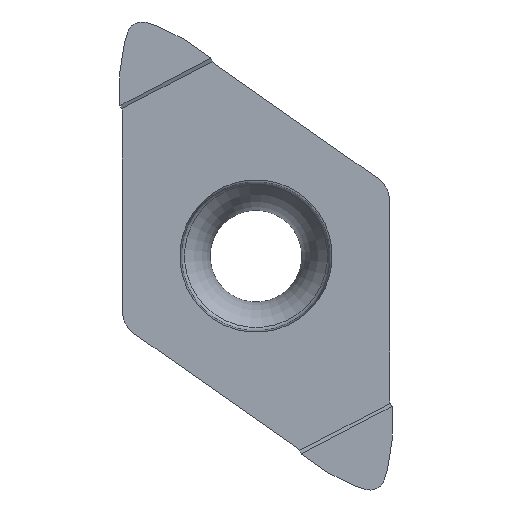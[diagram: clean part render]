
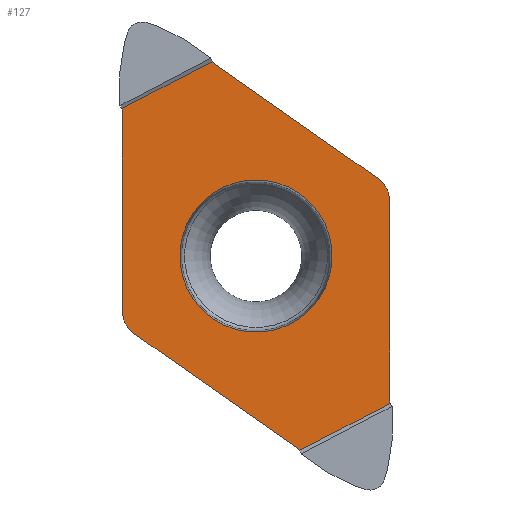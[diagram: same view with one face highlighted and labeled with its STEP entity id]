
A CAD part, top view. The second image highlights one B-rep face of the part: STEP entity #127.
In plain terms, the highlighted planar face has unit normal (0, 0, 1).
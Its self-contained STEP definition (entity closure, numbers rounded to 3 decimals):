
#127=ADVANCED_FACE('',(#405,#406),#191,.T.);
#191=PLANE('',#1395);
#221=LINE('',#2063,#309);
#222=LINE('',#2073,#310);
#223=LINE('',#2083,#311);
#224=LINE('',#2087,#312);
#225=LINE('',#2097,#313);
#226=LINE('',#2107,#314);
#309=VECTOR('',#1505,1.);
#310=VECTOR('',#1506,1.);
#311=VECTOR('',#1507,1.);
#312=VECTOR('',#1510,1.);
#313=VECTOR('',#1511,1.);
#314=VECTOR('',#1512,1.);
#405=FACE_BOUND('',#417,.T.);
#406=FACE_BOUND('',#418,.T.);
#417=EDGE_LOOP('',(#487));
#418=EDGE_LOOP('',(#488,#489,#490,#491,#492,#493,#494,#495,#496,#497,#498,
#499));
#487=ORIENTED_EDGE('',*,*,#978,.T.);
#488=ORIENTED_EDGE('',*,*,#979,.T.);
#489=ORIENTED_EDGE('',*,*,#980,.T.);
#490=ORIENTED_EDGE('',*,*,#981,.T.);
#491=ORIENTED_EDGE('',*,*,#982,.T.);
#492=ORIENTED_EDGE('',*,*,#983,.T.);
#493=ORIENTED_EDGE('',*,*,#984,.T.);
#494=ORIENTED_EDGE('',*,*,#985,.T.);
#495=ORIENTED_EDGE('',*,*,#986,.T.);
#496=ORIENTED_EDGE('',*,*,#987,.T.);
#497=ORIENTED_EDGE('',*,*,#988,.T.);
#498=ORIENTED_EDGE('',*,*,#989,.T.);
#499=ORIENTED_EDGE('',*,*,#990,.T.);
#853=VERTEX_POINT('',#2059);
#854=VERTEX_POINT('',#2061);
#855=VERTEX_POINT('',#2062);
#856=VERTEX_POINT('',#2064);
#857=VERTEX_POINT('',#2072);
#858=VERTEX_POINT('',#2074);
#859=VERTEX_POINT('',#2082);
#860=VERTEX_POINT('',#2084);
#861=VERTEX_POINT('',#2086);
#862=VERTEX_POINT('',#2088);
#863=VERTEX_POINT('',#2096);
#864=VERTEX_POINT('',#2098);
#865=VERTEX_POINT('',#2106);
#978=EDGE_CURVE('',#853,#853,#1294,.T.);
#979=EDGE_CURVE('',#854,#855,#1295,.T.);
#980=EDGE_CURVE('',#855,#856,#221,.T.);
#981=EDGE_CURVE('',#856,#857,#1165,.T.);
#982=EDGE_CURVE('',#857,#858,#222,.T.);
#983=EDGE_CURVE('',#858,#859,#1166,.T.);
#984=EDGE_CURVE('',#859,#860,#223,.T.);
#985=EDGE_CURVE('',#860,#861,#1296,.T.);
#986=EDGE_CURVE('',#861,#862,#224,.T.);
#987=EDGE_CURVE('',#862,#863,#1167,.T.);
#988=EDGE_CURVE('',#863,#864,#225,.T.);
#989=EDGE_CURVE('',#864,#865,#1168,.T.);
#990=EDGE_CURVE('',#865,#854,#226,.T.);
#1165=B_SPLINE_CURVE_WITH_KNOTS('',3,(#2065,#2066,#2067,#2068,#2069,#2070,
#2071),.UNSPECIFIED.,.F.,.F.,(4,1,1,1,4),(0.,0.105,0.213,
0.642,1.),.UNSPECIFIED.);
#1166=B_SPLINE_CURVE_WITH_KNOTS('',3,(#2075,#2076,#2077,#2078,#2079,#2080,
#2081),.UNSPECIFIED.,.F.,.F.,(4,1,1,1,4),(0.,0.358,0.787,
0.895,1.),.UNSPECIFIED.);
#1167=B_SPLINE_CURVE_WITH_KNOTS('',3,(#2089,#2090,#2091,#2092,#2093,#2094,
#2095),.UNSPECIFIED.,.F.,.F.,(4,1,1,1,4),(0.,0.105,0.213,
0.642,1.),.UNSPECIFIED.);
#1168=B_SPLINE_CURVE_WITH_KNOTS('',3,(#2099,#2100,#2101,#2102,#2103,#2104,
#2105),.UNSPECIFIED.,.F.,.F.,(4,1,1,1,4),(0.,0.358,0.787,
0.895,1.),.UNSPECIFIED.);
#1294=CIRCLE('',#1392,3.077);
#1295=CIRCLE('',#1393,1.079);
#1296=CIRCLE('',#1394,1.079);
#1392=AXIS2_PLACEMENT_3D('',#2058,#1501,#1502);
#1393=AXIS2_PLACEMENT_3D('',#2060,#1503,#1504);
#1394=AXIS2_PLACEMENT_3D('',#2085,#1508,#1509);
#1395=AXIS2_PLACEMENT_3D('',#2108,#1513,#1514);
#1501=DIRECTION('',(0.,0.,-1.));
#1502=DIRECTION('',(-0.819,0.574,0.));
#1503=DIRECTION('',(0.,0.,1.));
#1504=DIRECTION('',(-0.819,0.574,0.));
#1505=DIRECTION('',(-0.819,0.574,0.));
#1506=DIRECTION('',(-0.887,-0.462,0.));
#1507=DIRECTION('',(0.,-1.,0.));
#1508=DIRECTION('',(0.,0.,1.));
#1509=DIRECTION('',(-0.819,0.574,0.));
#1510=DIRECTION('',(0.819,-0.574,0.));
#1511=DIRECTION('',(0.887,0.462,0.));
#1512=DIRECTION('',(0.,1.,0.));
#1513=DIRECTION('',(0.,0.,1.));
#1514=DIRECTION('',(-0.819,0.574,0.));
#2058=CARTESIAN_POINT('',(0.,0.,-0.1));
#2059=CARTESIAN_POINT('',(-2.52,1.765,-0.1));
#2060=CARTESIAN_POINT('',(4.309,2.243,-0.1));
#2061=CARTESIAN_POINT('',(5.388,2.243,-0.1));
#2062=CARTESIAN_POINT('',(4.928,3.127,-0.1));
#2063=CARTESIAN_POINT('',(30.495,-14.776,-0.1));
#2064=CARTESIAN_POINT('',(-1.643,7.728,-0.1));
#2065=CARTESIAN_POINT('',(-1.643,7.728,-0.1));
#2066=CARTESIAN_POINT('',(-1.648,7.731,-0.1));
#2067=CARTESIAN_POINT('',(-1.658,7.738,-0.1));
#2068=CARTESIAN_POINT('',(-1.687,7.761,-0.1));
#2069=CARTESIAN_POINT('',(-1.724,7.796,-0.1));
#2070=CARTESIAN_POINT('',(-1.753,7.832,-0.1));
#2071=CARTESIAN_POINT('',(-1.765,7.849,-0.1));
#2072=CARTESIAN_POINT('',(-1.765,7.849,-0.1));
#2073=CARTESIAN_POINT('',(3.505,10.592,-0.1));
#2074=CARTESIAN_POINT('',(-5.417,5.948,-0.1));
#2075=CARTESIAN_POINT('',(-5.417,5.948,-0.1));
#2076=CARTESIAN_POINT('',(-5.41,5.928,-0.1));
#2077=CARTESIAN_POINT('',(-5.397,5.884,-0.1));
#2078=CARTESIAN_POINT('',(-5.39,5.833,-0.1));
#2079=CARTESIAN_POINT('',(-5.388,5.796,-0.1));
#2080=CARTESIAN_POINT('',(-5.388,5.784,-0.1));
#2081=CARTESIAN_POINT('',(-5.388,5.778,-0.1));
#2082=CARTESIAN_POINT('',(-5.388,5.778,-0.1));
#2083=CARTESIAN_POINT('',(-5.388,-33.455,-0.1));
#2084=CARTESIAN_POINT('',(-5.388,-2.243,-0.1));
#2085=CARTESIAN_POINT('',(-4.309,-2.243,-0.1));
#2086=CARTESIAN_POINT('',(-4.928,-3.127,-0.1));
#2087=CARTESIAN_POINT('',(-30.495,14.776,-0.1));
#2088=CARTESIAN_POINT('',(1.643,-7.728,-0.1));
#2089=CARTESIAN_POINT('',(1.643,-7.728,-0.1));
#2090=CARTESIAN_POINT('',(1.648,-7.731,-0.1));
#2091=CARTESIAN_POINT('',(1.658,-7.738,-0.1));
#2092=CARTESIAN_POINT('',(1.687,-7.761,-0.1));
#2093=CARTESIAN_POINT('',(1.724,-7.796,-0.1));
#2094=CARTESIAN_POINT('',(1.753,-7.832,-0.1));
#2095=CARTESIAN_POINT('',(1.765,-7.849,-0.1));
#2096=CARTESIAN_POINT('',(1.765,-7.849,-0.1));
#2097=CARTESIAN_POINT('',(10.687,-3.204,-0.1));
#2098=CARTESIAN_POINT('',(5.417,-5.948,-0.1));
#2099=CARTESIAN_POINT('',(5.417,-5.948,-0.1));
#2100=CARTESIAN_POINT('',(5.41,-5.928,-0.1));
#2101=CARTESIAN_POINT('',(5.397,-5.884,-0.1));
#2102=CARTESIAN_POINT('',(5.39,-5.833,-0.1));
#2103=CARTESIAN_POINT('',(5.388,-5.796,-0.1));
#2104=CARTESIAN_POINT('',(5.388,-5.784,-0.1));
#2105=CARTESIAN_POINT('',(5.388,-5.778,-0.1));
#2106=CARTESIAN_POINT('',(5.388,-5.778,-0.1));
#2107=CARTESIAN_POINT('',(5.388,33.455,-0.1));
#2108=CARTESIAN_POINT('',(-3.505,-10.592,-0.1));
